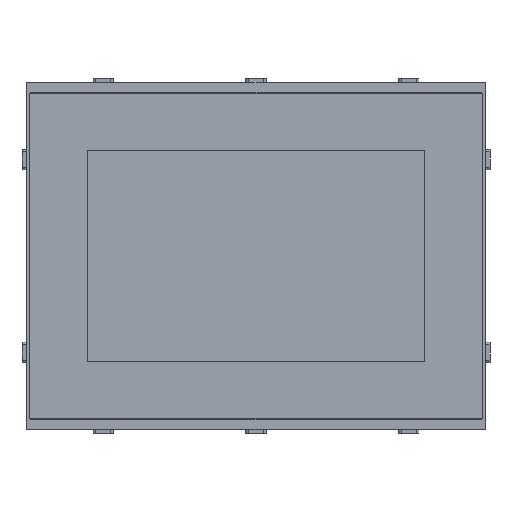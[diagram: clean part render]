
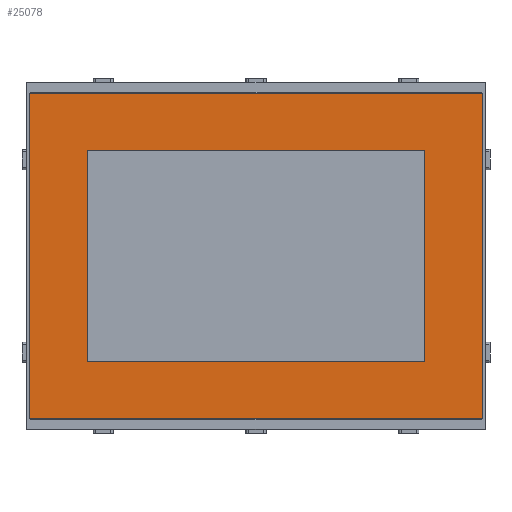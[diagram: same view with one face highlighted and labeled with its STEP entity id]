
A CAD part, top view. The second image highlights one B-rep face of the part: STEP entity #25078.
In plain terms, the highlighted planar face has unit normal (0, 0, 1).
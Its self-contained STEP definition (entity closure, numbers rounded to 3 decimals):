
#202=CIRCLE('',#26605,0.5);
#204=CIRCLE('',#26609,0.5);
#205=CIRCLE('',#26612,0.5);
#206=CIRCLE('',#26615,0.5);
#649=FACE_BOUND('',#2951,.T.);
#1534=FACE_OUTER_BOUND('',#2950,.T.);
#2950=EDGE_LOOP('',(#17013,#17014,#17015,#17016,#17017,#17018,#17019,#17020));
#2951=EDGE_LOOP('',(#17021,#17022,#17023,#17024));
#4650=LINE('',#35434,#7451);
#4654=LINE('',#35442,#7455);
#4657=LINE('',#35448,#7458);
#4660=LINE('',#35453,#7461);
#4686=LINE('',#35527,#7487);
#4690=LINE('',#35539,#7491);
#4694=LINE('',#35550,#7495);
#4698=LINE('',#35559,#7499);
#7451=VECTOR('',#29116,10.);
#7455=VECTOR('',#29122,10.);
#7458=VECTOR('',#29127,10.);
#7461=VECTOR('',#29132,10.);
#7487=VECTOR('',#29208,10.);
#7491=VECTOR('',#29220,10.);
#7495=VECTOR('',#29232,10.);
#7499=VECTOR('',#29242,10.);
#10160=VERTEX_POINT('',#35432);
#10161=VERTEX_POINT('',#35433);
#10164=VERTEX_POINT('',#35441);
#10166=VERTEX_POINT('',#35447);
#10189=VERTEX_POINT('',#35524);
#10190=VERTEX_POINT('',#35526);
#10192=VERTEX_POINT('',#35532);
#10194=VERTEX_POINT('',#35537);
#10196=VERTEX_POINT('',#35544);
#10197=VERTEX_POINT('',#35548);
#10198=VERTEX_POINT('',#35553);
#10199=VERTEX_POINT('',#35557);
#12684=EDGE_CURVE('',#10160,#10161,#4650,.T.);
#12688=EDGE_CURVE('',#10164,#10160,#4654,.T.);
#12691=EDGE_CURVE('',#10166,#10164,#4657,.T.);
#12694=EDGE_CURVE('',#10161,#10166,#4660,.T.);
#12730=EDGE_CURVE('',#10189,#10190,#4686,.T.);
#12734=EDGE_CURVE('',#10192,#10189,#202,.T.);
#12736=EDGE_CURVE('',#10194,#10192,#4690,.T.);
#12740=EDGE_CURVE('',#10196,#10194,#204,.T.);
#12742=EDGE_CURVE('',#10197,#10196,#4694,.T.);
#12745=EDGE_CURVE('',#10198,#10197,#205,.T.);
#12747=EDGE_CURVE('',#10199,#10198,#4698,.T.);
#12748=EDGE_CURVE('',#10190,#10199,#206,.T.);
#17013=ORIENTED_EDGE('',*,*,#12730,.F.);
#17014=ORIENTED_EDGE('',*,*,#12734,.F.);
#17015=ORIENTED_EDGE('',*,*,#12736,.F.);
#17016=ORIENTED_EDGE('',*,*,#12740,.F.);
#17017=ORIENTED_EDGE('',*,*,#12742,.F.);
#17018=ORIENTED_EDGE('',*,*,#12745,.F.);
#17019=ORIENTED_EDGE('',*,*,#12747,.F.);
#17020=ORIENTED_EDGE('',*,*,#12748,.F.);
#17021=ORIENTED_EDGE('',*,*,#12694,.T.);
#17022=ORIENTED_EDGE('',*,*,#12691,.T.);
#17023=ORIENTED_EDGE('',*,*,#12688,.T.);
#17024=ORIENTED_EDGE('',*,*,#12684,.T.);
#22611=PLANE('',#26619);
#25078=ADVANCED_FACE('',(#1534,#649),#22611,.T.);
#26605=AXIS2_PLACEMENT_3D('',#35534,#29215,#29216);
#26609=AXIS2_PLACEMENT_3D('',#35546,#29227,#29228);
#26612=AXIS2_PLACEMENT_3D('',#35555,#29237,#29238);
#26615=AXIS2_PLACEMENT_3D('',#35561,#29245,#29246);
#26619=AXIS2_PLACEMENT_3D('',#35568,#29256,#29257);
#29116=DIRECTION('',(-1.,0.,0.));
#29122=DIRECTION('',(0.,-1.,0.));
#29127=DIRECTION('',(1.,0.,0.));
#29132=DIRECTION('',(0.,1.,0.));
#29208=DIRECTION('',(1.,0.,0.));
#29215=DIRECTION('center_axis',(0.,0.,
-1.));
#29216=DIRECTION('ref_axis',(-0.707,0.707,0.));
#29220=DIRECTION('',(0.,1.,0.));
#29227=DIRECTION('center_axis',(0.,0.,
-1.));
#29228=DIRECTION('ref_axis',(-0.707,-0.707,0.));
#29232=DIRECTION('',(-1.,0.,0.));
#29237=DIRECTION('center_axis',(0.,0.,
-1.));
#29238=DIRECTION('ref_axis',(0.707,-0.707,0.));
#29242=DIRECTION('',(0.,-1.,0.));
#29245=DIRECTION('center_axis',(0.,0.,
-1.));
#29246=DIRECTION('ref_axis',(0.707,0.707,0.));
#29256=DIRECTION('center_axis',(0.,0.,
1.));
#29257=DIRECTION('ref_axis',(-1.,0.,0.));
#35432=CARTESIAN_POINT('',(109.35,-68.55,0.));
#35433=CARTESIAN_POINT('',(-109.35,-68.55,0.));
#35434=CARTESIAN_POINT('',(54.675,-68.55,0.));
#35441=CARTESIAN_POINT('',(109.35,68.55,0.));
#35442=CARTESIAN_POINT('',(109.35,34.275,0.));
#35447=CARTESIAN_POINT('',(-109.35,68.55,0.));
#35448=CARTESIAN_POINT('',(-54.675,68.55,0.));
#35453=CARTESIAN_POINT('',(-109.35,-34.275,0.));
#35524=CARTESIAN_POINT('',(-146.,105.2,0.));
#35526=CARTESIAN_POINT('',(146.,105.2,0.));
#35527=CARTESIAN_POINT('',(73.35,105.2,0.));
#35532=CARTESIAN_POINT('',(-146.5,104.7,0.));
#35534=CARTESIAN_POINT('Origin',(-146.,104.7,0.));
#35537=CARTESIAN_POINT('',(-146.5,-104.7,0.));
#35539=CARTESIAN_POINT('',(-146.5,52.7,0.));
#35544=CARTESIAN_POINT('',(-146.,-105.2,0.));
#35546=CARTESIAN_POINT('Origin',(-146.,-104.7,0.));
#35548=CARTESIAN_POINT('',(146.,-105.2,0.));
#35550=CARTESIAN_POINT('',(-73.35,-105.2,0.));
#35553=CARTESIAN_POINT('',(146.5,-104.7,0.));
#35555=CARTESIAN_POINT('Origin',(146.,-104.7,0.));
#35557=CARTESIAN_POINT('',(146.5,104.7,0.));
#35559=CARTESIAN_POINT('',(146.5,-52.7,0.));
#35561=CARTESIAN_POINT('Origin',(146.,104.7,0.));
#35568=CARTESIAN_POINT('Origin',(0.,0.,
0.));
